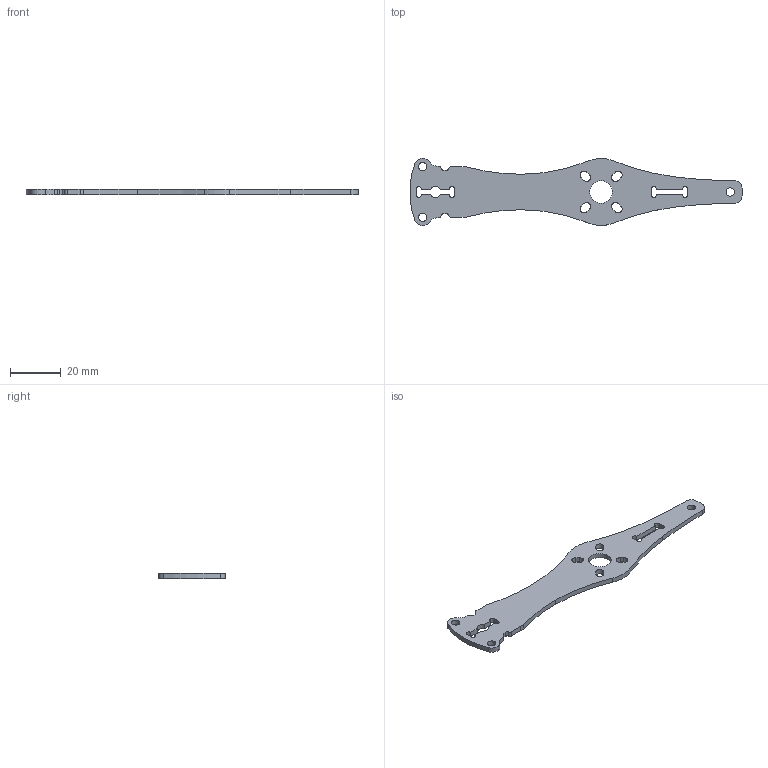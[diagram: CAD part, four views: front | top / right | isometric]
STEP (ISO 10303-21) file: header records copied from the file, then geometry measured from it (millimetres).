
FILE_DESCRIPTION(/* description */ (''),/* implementation_level */ '2;1');
FILE_NAME(/* name */ 'Луч.stp',/* time_stamp */ '2020-03-24T16:18:40+03:00',/* author */ ('Андрей'),/* organization */ (''),/* preprocessor_version */ 'ST-DEVELOPER v16.1',/* originating_system */ 'Autodesk Inventor 2016',/* authorisation */ '');
FILE_SCHEMA (('AUTOMOTIVE_DESIGN { 1 0 10303 214 3 1 1 }'));
Length unit declared in the file: millimetre
Products named in the file (1): Луч_4.1.4
Bounding box: 130.85 x 26.48 x 2 mm (x, y, z)
Volume: 3941 mm3; surface area: 4915.8 mm2
Topology: 1 solids, 1 shells, 74 faces, 216 edges, 144 vertices
Faces by surface type: cylinder 49, plane 25
Full cylindrical faces by diameter (mm): 3.3 x3, 9 x1
Entity records: 2549 total; most frequent: DIRECTION 460, CARTESIAN_POINT 431, ORIENTED_EDGE 424, EDGE_CURVE 212, AXIS2_PLACEMENT_3D 173, VERTEX_POINT 144, LINE 114, VECTOR 114
